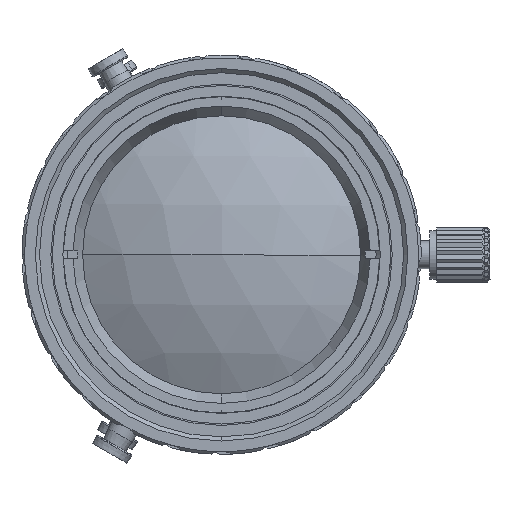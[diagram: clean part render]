
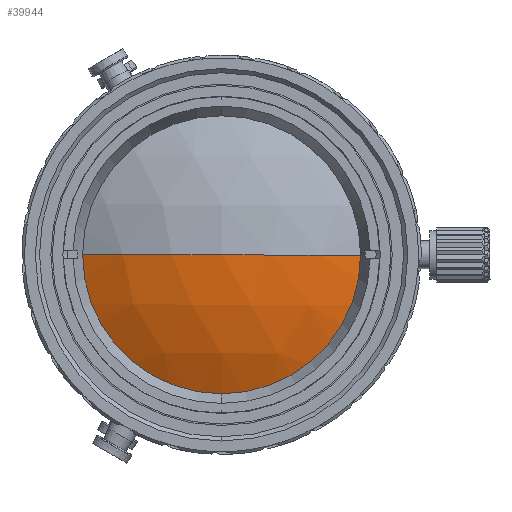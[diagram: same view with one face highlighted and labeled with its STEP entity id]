
A CAD part, left-side view. The second image highlights one B-rep face of the part: STEP entity #39944.
In plain terms, the highlighted spherical face has radius 22.168 mm.
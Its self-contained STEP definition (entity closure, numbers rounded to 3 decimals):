
#33 = CARTESIAN_POINT ( 'NONE',  ( 27.071, 15.623, 0. ) ) ;
#1100 = EDGE_CURVE ( 'NONE', #9797, #13351, #35683, .T. ) ;
#1506 = DIRECTION ( 'NONE',  ( 0., 1., 0.005 ) ) ;
#3089 = DIRECTION ( 'NONE',  ( 0., -1., -0.005 ) ) ;
#3321 = ORIENTED_EDGE ( 'NONE', *, *, #1100, .F. ) ;
#3486 = CARTESIAN_POINT ( 'NONE',  ( 4.903, 15.623, 0. ) ) ;
#4229 = CARTESIAN_POINT ( 'NONE',  ( 27.071, 15.623, 0. ) ) ;
#7322 = DIRECTION ( 'NONE',  ( 0., 1., 0.005 ) ) ;
#7492 = EDGE_CURVE ( 'NONE', #9175, #9797, #35523, .T. ) ;
#7571 = AXIS2_PLACEMENT_3D ( 'NONE', #33, #21494, #3089 ) ;
#9175 = VERTEX_POINT ( 'NONE', #3486 ) ;
#9797 = VERTEX_POINT ( 'NONE', #26278 ) ;
#10634 = CARTESIAN_POINT ( 'NONE',  ( 27.071, 15.623, 0. ) ) ;
#11577 = AXIS2_PLACEMENT_3D ( 'NONE', #39756, #36566, #20994 ) ;
#13351 = VERTEX_POINT ( 'NONE', #34783 ) ;
#14050 = SPHERICAL_SURFACE ( 'NONE', #24799, 22.168 ) ;
#19830 = ORIENTED_EDGE ( 'NONE', *, *, #7492, .F. ) ;
#19904 = DIRECTION ( 'NONE',  ( 0., -0.005, 1. ) ) ;
#20292 = FACE_OUTER_BOUND ( 'NONE', #40154, .T. ) ;
#20994 = DIRECTION ( 'NONE',  ( 0., 0.005, -1. ) ) ;
#21494 = DIRECTION ( 'NONE',  ( 0., -0.005, 1. ) ) ;
#22244 = CIRCLE ( 'NONE', #35111, 22.168 ) ;
#24799 = AXIS2_PLACEMENT_3D ( 'NONE', #10634, #19904, #1506 ) ;
#25748 = DIRECTION ( 'NONE',  ( 0., 0.005, -1. ) ) ;
#26278 = CARTESIAN_POINT ( 'NONE',  ( 7.547, 5.123, -0.055 ) ) ;
#31106 = EDGE_CURVE ( 'NONE', #9175, #13351, #22244, .T. ) ;
#34266 = ORIENTED_EDGE ( 'NONE', *, *, #31106, .T. ) ;
#34783 = CARTESIAN_POINT ( 'NONE',  ( 7.547, 26.123, 0.055 ) ) ;
#35111 = AXIS2_PLACEMENT_3D ( 'NONE', #4229, #25748, #7322 ) ;
#35523 = CIRCLE ( 'NONE', #7571, 22.168 ) ;
#35683 = CIRCLE ( 'NONE', #11577, 10.5 ) ;
#36566 = DIRECTION ( 'NONE',  ( 1., 0., 0. ) ) ;
#39756 = CARTESIAN_POINT ( 'NONE',  ( 7.547, 15.623, 0. ) ) ;
#39944 = ADVANCED_FACE ( 'NONE', ( #20292 ), #14050, .T. ) ;
#40154 = EDGE_LOOP ( 'NONE', ( #19830, #34266, #3321 ) ) ;
